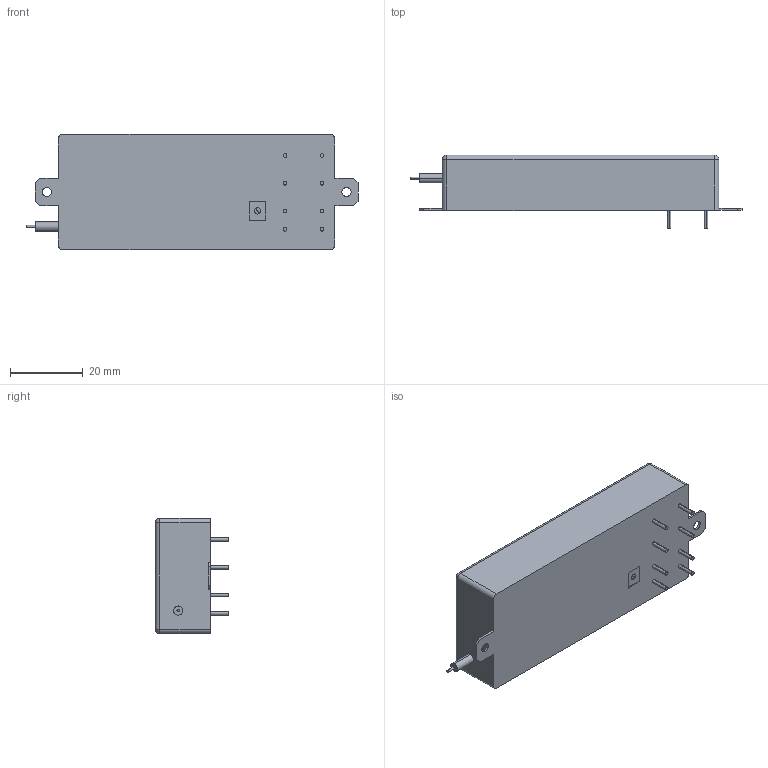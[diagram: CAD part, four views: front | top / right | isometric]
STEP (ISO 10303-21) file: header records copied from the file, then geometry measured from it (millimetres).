
FILE_DESCRIPTION (( 'STEP AP214' ), '1' );
FILE_NAME ('CB101.STEP', '2017-10-18T17:17:47', ( '' ), ( '' ), 'SwSTEP 2.0', 'SolidWorks 2017', '' );
FILE_SCHEMA (( 'AUTOMOTIVE_DESIGN' ));
Length unit declared in the file: inch
Products named in the file (1): CB101
Bounding box: 91.44 x 20.32 x 31.75 mm (x, y, z)
Volume: 36886.6 mm3; surface area: 8358.8 mm2
Topology: 1 solids, 1 shells, 76 faces, 178 edges, 112 vertices
Faces by surface type: plane 38, cylinder 34, sphere 4
Entity records: 2280 total; most frequent: DIRECTION 400, CARTESIAN_POINT 363, ORIENTED_EDGE 348, EDGE_CURVE 174, AXIS2_PLACEMENT_3D 149, VERTEX_POINT 112, VECTOR 102, LINE 102
